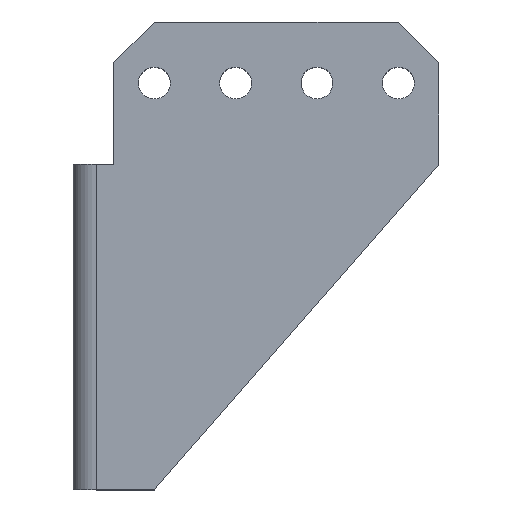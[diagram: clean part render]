
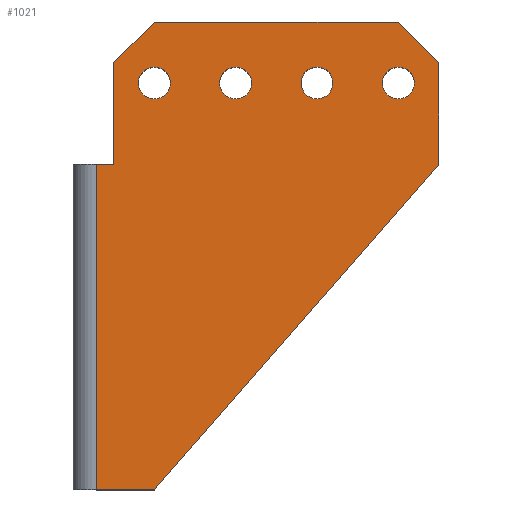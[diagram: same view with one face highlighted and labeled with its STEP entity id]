
A CAD part, top view. The second image highlights one B-rep face of the part: STEP entity #1021.
In plain terms, the highlighted planar face has unit normal (0, 0, 1).
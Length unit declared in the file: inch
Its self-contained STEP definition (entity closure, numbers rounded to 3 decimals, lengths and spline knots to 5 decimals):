
#3 = CARTESIAN_POINT ( 'NONE',  ( 2.25, 2., 0. ) ) ;
#7 = ORIENTED_EDGE ( 'NONE', *, *, #1395, .F. ) ;
#20 = CIRCLE ( 'NONE', #1054, 0.098 ) ;
#24 = VECTOR ( 'NONE', #1705, 39.37008 ) ;
#34 = DIRECTION ( 'NONE',  ( 0., 0., 1. ) ) ;
#41 = CARTESIAN_POINT ( 'NONE',  ( 1.598, 2.5, 0. ) ) ;
#44 = AXIS2_PLACEMENT_3D ( 'NONE', #349, #482, #891 ) ;
#49 = ORIENTED_EDGE ( 'NONE', *, *, #982, .T. ) ;
#82 = CARTESIAN_POINT ( 'NONE',  ( 1., 2.5, 0. ) ) ;
#86 = LINE ( 'NONE', #630, #538 ) ;
#90 = ORIENTED_EDGE ( 'NONE', *, *, #554, .F. ) ;
#110 = VERTEX_POINT ( 'NONE', #1319 ) ;
#139 = EDGE_CURVE ( 'NONE', #459, #350, #86, .T. ) ;
#146 = EDGE_CURVE ( 'NONE', #535, #1385, #1465, .T. ) ;
#161 = DIRECTION ( 'NONE',  ( 1., 0., 0. ) ) ;
#189 = AXIS2_PLACEMENT_3D ( 'NONE', #1710, #200, #495 ) ;
#200 = DIRECTION ( 'NONE',  ( 0., 0., 1. ) ) ;
#219 = VECTOR ( 'NONE', #876, 39.37008 ) ;
#221 = CARTESIAN_POINT ( 'NONE',  ( 2., 2.875, 0. ) ) ;
#240 = EDGE_CURVE ( 'NONE', #760, #1520, #701, .T. ) ;
#255 = DIRECTION ( 'NONE',  ( 0., 0., 1. ) ) ;
#256 = LINE ( 'NONE', #970, #1751 ) ;
#285 = EDGE_CURVE ( 'NONE', #1385, #1584, #372, .T. ) ;
#286 = EDGE_LOOP ( 'NONE', ( #1495, #90 ) ) ;
#308 = LINE ( 'NONE', #1682, #1370 ) ;
#313 = CARTESIAN_POINT ( 'NONE',  ( 2., 2.5, 0. ) ) ;
#315 = EDGE_LOOP ( 'NONE', ( #1265, #589 ) ) ;
#318 = DIRECTION ( 'NONE',  ( 0., -1., 0. ) ) ;
#338 = PLANE ( 'NONE',  #885 ) ;
#349 = CARTESIAN_POINT ( 'NONE',  ( 1., 2.5, 0. ) ) ;
#350 = VERTEX_POINT ( 'NONE', #524 ) ;
#357 = DIRECTION ( 'NONE',  ( -0.707, 0.707, 0. ) ) ;
#372 = LINE ( 'NONE', #1204, #1543 ) ;
#374 = VERTEX_POINT ( 'NONE', #908 ) ;
#397 = CIRCLE ( 'NONE', #189, 0.098 ) ;
#408 = ORIENTED_EDGE ( 'NONE', *, *, #139, .T. ) ;
#409 = LINE ( 'NONE', #1640, #968 ) ;
#419 = EDGE_CURVE ( 'NONE', #1098, #110, #256, .T. ) ;
#422 = VERTEX_POINT ( 'NONE', #836 ) ;
#458 = ORIENTED_EDGE ( 'NONE', *, *, #285, .T. ) ;
#459 = VERTEX_POINT ( 'NONE', #1381 ) ;
#463 = CARTESIAN_POINT ( 'NONE',  ( 1.098, 2.5, 0. ) ) ;
#464 = ORIENTED_EDGE ( 'NONE', *, *, #1679, .T. ) ;
#475 = AXIS2_PLACEMENT_3D ( 'NONE', #705, #34, #1147 ) ;
#482 = DIRECTION ( 'NONE',  ( 0., 0., 1. ) ) ;
#495 = DIRECTION ( 'NONE',  ( 1., 0., 0. ) ) ;
#507 = CIRCLE ( 'NONE', #1540, 0.098 ) ;
#520 = EDGE_LOOP ( 'NONE', ( #1622, #458, #789, #1240, #1213, #408, #464, #49, #615 ) ) ;
#524 = CARTESIAN_POINT ( 'NONE',  ( 0.14211, 2., 0. ) ) ;
#535 = VERTEX_POINT ( 'NONE', #3 ) ;
#538 = VECTOR ( 'NONE', #1184, 39.37008 ) ;
#541 = DIRECTION ( 'NONE',  ( -0.707, -0.707, 0. ) ) ;
#542 = CARTESIAN_POINT ( 'NONE',  ( 0.902, 2.5, 0. ) ) ;
#543 = VERTEX_POINT ( 'NONE', #548 ) ;
#548 = CARTESIAN_POINT ( 'NONE',  ( 0.14211, 0., 0. ) ) ;
#554 = EDGE_CURVE ( 'NONE', #1520, #760, #698, .T. ) ;
#564 = FACE_BOUND ( 'NONE', #286, .T. ) ;
#589 = ORIENTED_EDGE ( 'NONE', *, *, #1011, .F. ) ;
#605 = VERTEX_POINT ( 'NONE', #1126 ) ;
#612 = CIRCLE ( 'NONE', #788, 0.098 ) ;
#615 = ORIENTED_EDGE ( 'NONE', *, *, #855, .T. ) ;
#623 = EDGE_CURVE ( 'NONE', #605, #374, #20, .T. ) ;
#625 = DIRECTION ( 'NONE',  ( 0., 0., 1. ) ) ;
#628 = VERTEX_POINT ( 'NONE', #41 ) ;
#630 = CARTESIAN_POINT ( 'NONE',  ( 0., 2., 0. ) ) ;
#679 = DIRECTION ( 'NONE',  ( 0.659, 0.753, 0. ) ) ;
#698 = CIRCLE ( 'NONE', #475, 0.098 ) ;
#701 = CIRCLE ( 'NONE', #1372, 0.098 ) ;
#702 = EDGE_LOOP ( 'NONE', ( #1289, #862 ) ) ;
#704 = EDGE_CURVE ( 'NONE', #1584, #1098, #1176, .T. ) ;
#705 = CARTESIAN_POINT ( 'NONE',  ( 2., 2.5, 0. ) ) ;
#718 = CARTESIAN_POINT ( 'NONE',  ( 2.25, 2.625, 0. ) ) ;
#746 = CARTESIAN_POINT ( 'NONE',  ( 0.5, 2.5, 0. ) ) ;
#760 = VERTEX_POINT ( 'NONE', #1309 ) ;
#764 = CIRCLE ( 'NONE', #1716, 0.098 ) ;
#786 = DIRECTION ( 'NONE',  ( 1., 0., 0. ) ) ;
#788 = AXIS2_PLACEMENT_3D ( 'NONE', #82, #625, #786 ) ;
#789 = ORIENTED_EDGE ( 'NONE', *, *, #704, .T. ) ;
#809 = CARTESIAN_POINT ( 'NONE',  ( 1.402, 2.5, 0. ) ) ;
#836 = CARTESIAN_POINT ( 'NONE',  ( 0.5, 0., 0. ) ) ;
#844 = LINE ( 'NONE', #1530, #219 ) ;
#855 = EDGE_CURVE ( 'NONE', #422, #535, #409, .T. ) ;
#862 = ORIENTED_EDGE ( 'NONE', *, *, #956, .F. ) ;
#865 = CARTESIAN_POINT ( 'NONE',  ( 0., 0., 0. ) ) ;
#876 = DIRECTION ( 'NONE',  ( 0., -1., 0. ) ) ;
#885 = AXIS2_PLACEMENT_3D ( 'NONE', #865, #1406, #318 ) ;
#891 = DIRECTION ( 'NONE',  ( 1., 0., 0. ) ) ;
#908 = CARTESIAN_POINT ( 'NONE',  ( 0.402, 2.5, 0. ) ) ;
#943 = CARTESIAN_POINT ( 'NONE',  ( 0.5, 2.5, 0. ) ) ;
#952 = DIRECTION ( 'NONE',  ( 0., -1., 0. ) ) ;
#956 = EDGE_CURVE ( 'NONE', #374, #605, #764, .T. ) ;
#963 = VERTEX_POINT ( 'NONE', #809 ) ;
#968 = VECTOR ( 'NONE', #679, 39.37008 ) ;
#970 = CARTESIAN_POINT ( 'NONE',  ( 0.5, 2.875, 0. ) ) ;
#971 = CARTESIAN_POINT ( 'NONE',  ( 0.14211, 2., 0. ) ) ;
#982 = EDGE_CURVE ( 'NONE', #543, #422, #308, .T. ) ;
#1011 = EDGE_CURVE ( 'NONE', #963, #628, #507, .T. ) ;
#1021 = ADVANCED_FACE ( 'NONE', ( #1701, #564, #1290, #1118, #1415 ), #338, .F. ) ;
#1054 = AXIS2_PLACEMENT_3D ( 'NONE', #746, #1267, #161 ) ;
#1060 = EDGE_CURVE ( 'NONE', #110, #459, #844, .T. ) ;
#1098 = VERTEX_POINT ( 'NONE', #1741 ) ;
#1118 = FACE_BOUND ( 'NONE', #1286, .T. ) ;
#1126 = CARTESIAN_POINT ( 'NONE',  ( 0.598, 2.5, 0. ) ) ;
#1135 = DIRECTION ( 'NONE',  ( 1., 0., 0. ) ) ;
#1147 = DIRECTION ( 'NONE',  ( 1., 0., 0. ) ) ;
#1176 = LINE ( 'NONE', #1733, #1569 ) ;
#1184 = DIRECTION ( 'NONE',  ( -1., 0., 0. ) ) ;
#1200 = EDGE_CURVE ( 'NONE', #628, #963, #397, .T. ) ;
#1204 = CARTESIAN_POINT ( 'NONE',  ( 2.25, 2.625, 0. ) ) ;
#1213 = ORIENTED_EDGE ( 'NONE', *, *, #1060, .T. ) ;
#1240 = ORIENTED_EDGE ( 'NONE', *, *, #419, .T. ) ;
#1249 = CARTESIAN_POINT ( 'NONE',  ( 1.5, 2.5, 0. ) ) ;
#1258 = DIRECTION ( 'NONE',  ( 1., 0., 0. ) ) ;
#1265 = ORIENTED_EDGE ( 'NONE', *, *, #1200, .F. ) ;
#1267 = DIRECTION ( 'NONE',  ( 0., 0., 1. ) ) ;
#1277 = VECTOR ( 'NONE', #952, 39.37008 ) ;
#1286 = EDGE_LOOP ( 'NONE', ( #7, #1449 ) ) ;
#1289 = ORIENTED_EDGE ( 'NONE', *, *, #623, .F. ) ;
#1290 = FACE_BOUND ( 'NONE', #315, .T. ) ;
#1309 = CARTESIAN_POINT ( 'NONE',  ( 2.098, 2.5, 0. ) ) ;
#1311 = CARTESIAN_POINT ( 'NONE',  ( 1.902, 2.5, 0. ) ) ;
#1319 = CARTESIAN_POINT ( 'NONE',  ( 0.25, 2.625, 0. ) ) ;
#1370 = VECTOR ( 'NONE', #1135, 39.37008 ) ;
#1372 = AXIS2_PLACEMENT_3D ( 'NONE', #313, #1411, #1420 ) ;
#1381 = CARTESIAN_POINT ( 'NONE',  ( 0.25, 2., 0. ) ) ;
#1385 = VERTEX_POINT ( 'NONE', #718 ) ;
#1392 = CIRCLE ( 'NONE', #44, 0.098 ) ;
#1395 = EDGE_CURVE ( 'NONE', #1462, #1758, #1392, .T. ) ;
#1406 = DIRECTION ( 'NONE',  ( 0., 0., -1. ) ) ;
#1411 = DIRECTION ( 'NONE',  ( 0., 0., 1. ) ) ;
#1415 = FACE_OUTER_BOUND ( 'NONE', #520, .T. ) ;
#1420 = DIRECTION ( 'NONE',  ( 1., 0., 0. ) ) ;
#1449 = ORIENTED_EDGE ( 'NONE', *, *, #1526, .F. ) ;
#1462 = VERTEX_POINT ( 'NONE', #463 ) ;
#1465 = LINE ( 'NONE', #1668, #24 ) ;
#1495 = ORIENTED_EDGE ( 'NONE', *, *, #240, .F. ) ;
#1520 = VERTEX_POINT ( 'NONE', #1311 ) ;
#1526 = EDGE_CURVE ( 'NONE', #1758, #1462, #612, .T. ) ;
#1530 = CARTESIAN_POINT ( 'NONE',  ( 0.25, 2., 0. ) ) ;
#1540 = AXIS2_PLACEMENT_3D ( 'NONE', #1249, #1672, #1258 ) ;
#1543 = VECTOR ( 'NONE', #357, 39.37008 ) ;
#1569 = VECTOR ( 'NONE', #1616, 39.37008 ) ;
#1584 = VERTEX_POINT ( 'NONE', #221 ) ;
#1616 = DIRECTION ( 'NONE',  ( -1., 0., 0. ) ) ;
#1622 = ORIENTED_EDGE ( 'NONE', *, *, #146, .T. ) ;
#1640 = CARTESIAN_POINT ( 'NONE',  ( 2.25, 2., 0. ) ) ;
#1642 = LINE ( 'NONE', #971, #1277 ) ;
#1668 = CARTESIAN_POINT ( 'NONE',  ( 2.25, 2.875, 0. ) ) ;
#1672 = DIRECTION ( 'NONE',  ( 0., 0., 1. ) ) ;
#1679 = EDGE_CURVE ( 'NONE', #350, #543, #1642, .T. ) ;
#1682 = CARTESIAN_POINT ( 'NONE',  ( 0.5, 0., 0. ) ) ;
#1701 = FACE_BOUND ( 'NONE', #702, .T. ) ;
#1705 = DIRECTION ( 'NONE',  ( 0., 1., 0. ) ) ;
#1710 = CARTESIAN_POINT ( 'NONE',  ( 1.5, 2.5, 0. ) ) ;
#1716 = AXIS2_PLACEMENT_3D ( 'NONE', #943, #255, #1768 ) ;
#1733 = CARTESIAN_POINT ( 'NONE',  ( 0.25, 2.875, 0. ) ) ;
#1741 = CARTESIAN_POINT ( 'NONE',  ( 0.5, 2.875, 0. ) ) ;
#1751 = VECTOR ( 'NONE', #541, 39.37008 ) ;
#1758 = VERTEX_POINT ( 'NONE', #542 ) ;
#1768 = DIRECTION ( 'NONE',  ( 1., 0., 0. ) ) ;
